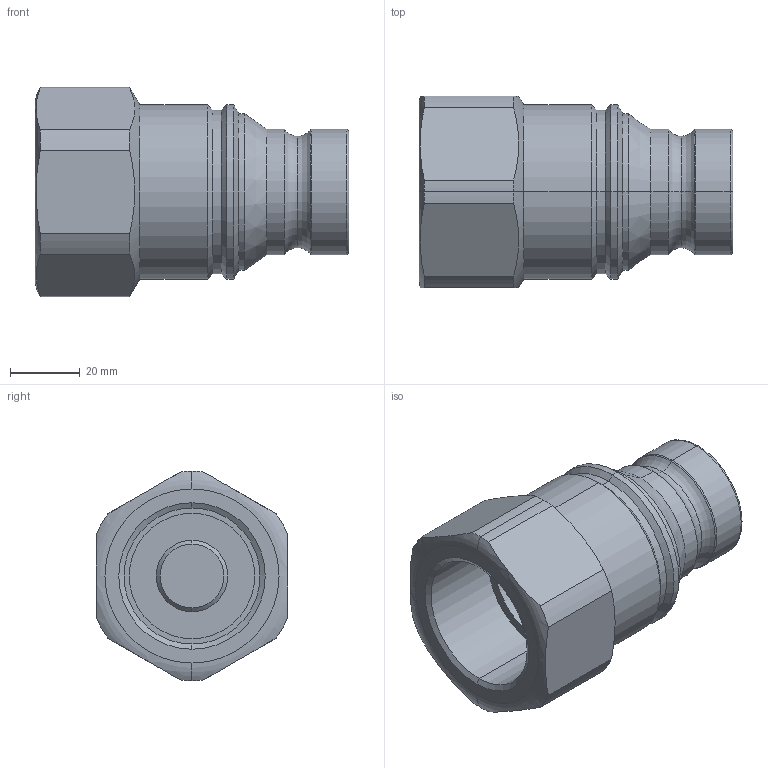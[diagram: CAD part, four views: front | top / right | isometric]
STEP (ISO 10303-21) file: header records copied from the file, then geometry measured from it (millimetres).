
FILE_DESCRIPTION (( 'STEP AP214' ), '1' );
FILE_NAME ('BF30.7106_IC_JV.STEP', '2016-10-12T15:53:11', ( '' ), ( '' ), 'SwSTEP 2.0', 'SolidWorks 2016', '' );
FILE_SCHEMA (( 'AUTOMOTIVE_DESIGN' ));
Length unit declared in the file: millimetre
Products named in the file (1): BF30.7106_IC_JV
Bounding box: 90 x 55 x 60 mm (x, y, z)
Volume: 130323.5 mm3; surface area: 22668.2 mm2
Topology: 1 solids, 1 shells, 67 faces, 145 edges, 84 vertices
Faces by surface type: cylinder 27, cone 16, torus 12, plane 12
Entity records: 1997 total; most frequent: CARTESIAN_POINT 465, DIRECTION 353, ORIENTED_EDGE 290, AXIS2_PLACEMENT_3D 152, EDGE_CURVE 145, VERTEX_POINT 84, CIRCLE 84, EDGE_LOOP 71
